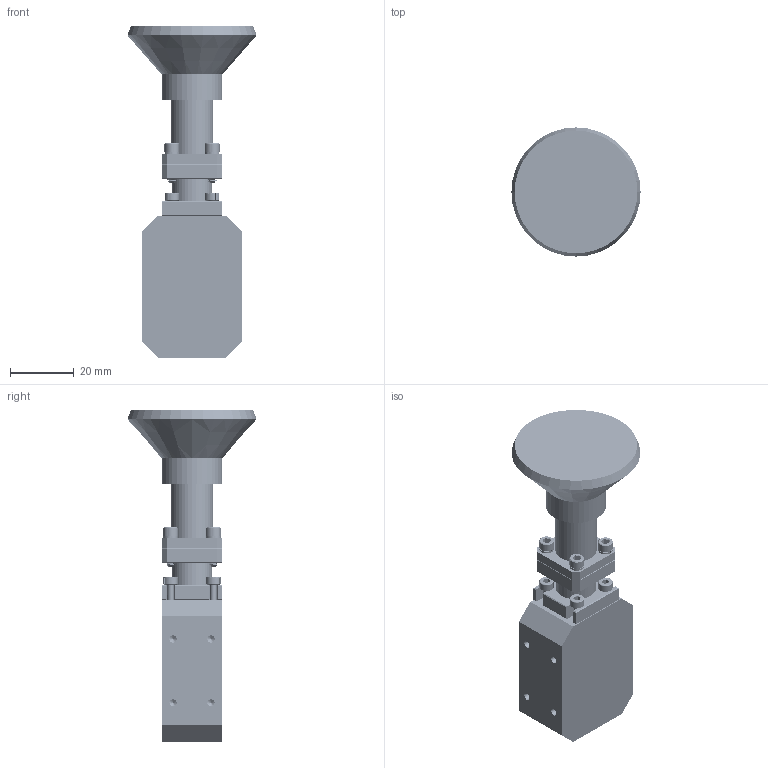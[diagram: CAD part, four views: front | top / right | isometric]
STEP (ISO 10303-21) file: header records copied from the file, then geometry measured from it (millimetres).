
FILE_DESCRIPTION (( 'STEP AP203' ), '1' );
FILE_NAME ('SAF-2434231535-358-S1-280-DP.STEP', '2018-08-25T00:27:11', ( '' ), ( '' ), 'SwSTEP 2.0', 'SolidWorks 2016', '' );
FILE_SCHEMA (( 'CONFIG_CONTROL_DESIGN' ));
Products named in the file (1): SAF-2434231535-358-S1-280-DP
Bounding box: 40.61 x 40.61 x 104.14 mm (x, y, z)
Volume: 47746 mm3; surface area: 22564.2 mm2
Topology: 33 solids, 33 shells, 3322 faces, 9085 edges, 5885 vertices
Faces by surface type: cylinder 2167, plane 754, cone 343, bspline 50, torus 8
Entity records: 148556 total; most frequent: CARTESIAN_POINT 76864, ORIENTED_EDGE 18106, DIRECTION 11973, EDGE_CURVE 9053, VERTEX_POINT 5885, AXIS2_PLACEMENT_3D 4342, EDGE_LOOP 3460, ADVANCED_FACE 3322
